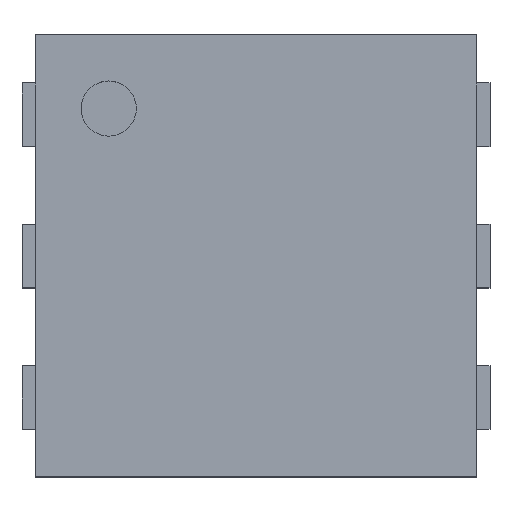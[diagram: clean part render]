
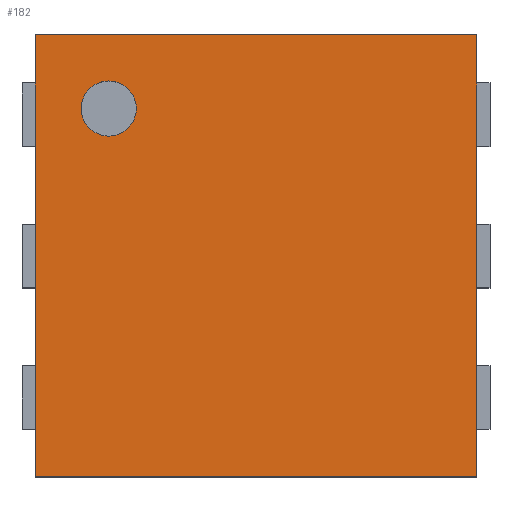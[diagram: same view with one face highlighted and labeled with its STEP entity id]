
A CAD part, top view. The second image highlights one B-rep face of the part: STEP entity #182.
In plain terms, the highlighted planar face has unit normal (0, 0, 1).
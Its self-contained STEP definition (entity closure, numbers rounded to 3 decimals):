
#118 = VERTEX_POINT('',#119);
#119 = CARTESIAN_POINT('',(0.,0.,0.6));
#134 = VERTEX_POINT('',#135);
#135 = CARTESIAN_POINT('',(0.,1.25,0.6));
#141 = EDGE_CURVE('',#118,#134,#142,.T.);
#142 = LINE('',#143,#144);
#143 = CARTESIAN_POINT('',(0.,0.,0.6));
#144 = VECTOR('',#145,1.);
#145 = DIRECTION('',(0.,1.,0.));
#164 = EDGE_CURVE('',#118,#165,#167,.T.);
#165 = VERTEX_POINT('',#166);
#166 = CARTESIAN_POINT('',(1.25,0.,0.6));
#167 = LINE('',#168,#169);
#168 = CARTESIAN_POINT('',(0.,0.,0.6));
#169 = VECTOR('',#170,1.);
#170 = DIRECTION('',(1.,0.,0.));
#182 = ADVANCED_FACE('',(#183,#201),#212,.T.);
#183 = FACE_BOUND('',#184,.T.);
#184 = EDGE_LOOP('',(#185,#186,#187,#195));
#185 = ORIENTED_EDGE('',*,*,#141,.F.);
#186 = ORIENTED_EDGE('',*,*,#164,.T.);
#187 = ORIENTED_EDGE('',*,*,#188,.T.);
#188 = EDGE_CURVE('',#165,#189,#191,.T.);
#189 = VERTEX_POINT('',#190);
#190 = CARTESIAN_POINT('',(1.25,1.25,0.6));
#191 = LINE('',#192,#193);
#192 = CARTESIAN_POINT('',(1.25,0.,0.6));
#193 = VECTOR('',#194,1.);
#194 = DIRECTION('',(0.,1.,0.));
#195 = ORIENTED_EDGE('',*,*,#196,.F.);
#196 = EDGE_CURVE('',#134,#189,#197,.T.);
#197 = LINE('',#198,#199);
#198 = CARTESIAN_POINT('',(0.,1.25,0.6));
#199 = VECTOR('',#200,1.);
#200 = DIRECTION('',(1.,0.,0.));
#201 = FACE_BOUND('',#202,.T.);
#202 = EDGE_LOOP('',(#203));
#203 = ORIENTED_EDGE('',*,*,#204,.F.);
#204 = EDGE_CURVE('',#205,#205,#207,.T.);
#205 = VERTEX_POINT('',#206);
#206 = CARTESIAN_POINT('',(0.286,1.042,0.6));
#207 = CIRCLE('',#208,0.078);
#208 = AXIS2_PLACEMENT_3D('',#209,#210,#211);
#209 = CARTESIAN_POINT('',(0.208,1.042,0.6));
#210 = DIRECTION('',(0.,0.,1.));
#211 = DIRECTION('',(1.,0.,0.));
#212 = PLANE('',#213);
#213 = AXIS2_PLACEMENT_3D('',#214,#215,#216);
#214 = CARTESIAN_POINT('',(0.,0.,0.6));
#215 = DIRECTION('',(0.,0.,1.));
#216 = DIRECTION('',(1.,0.,0.));
